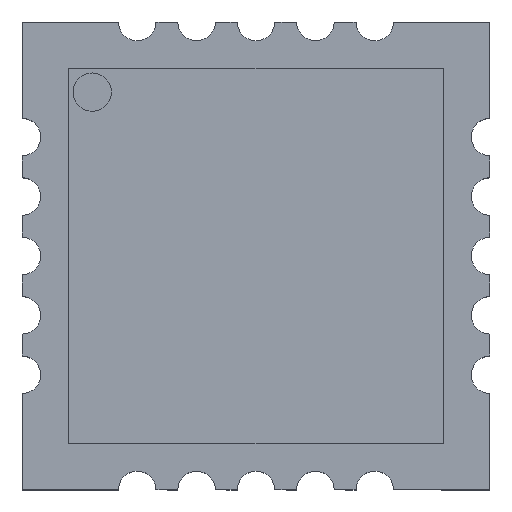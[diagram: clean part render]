
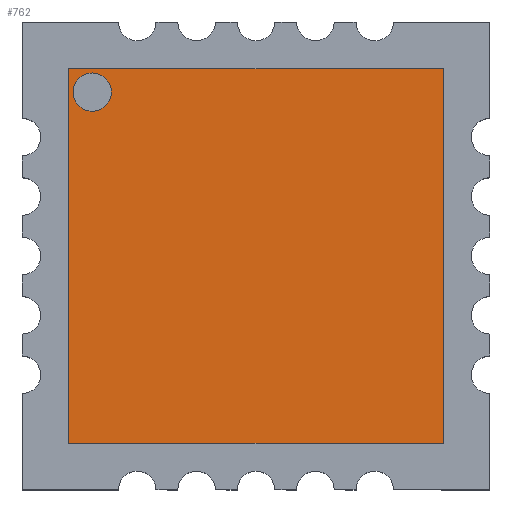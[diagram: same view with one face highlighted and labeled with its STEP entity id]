
A CAD part, top view. The second image highlights one B-rep face of the part: STEP entity #762.
In plain terms, the highlighted planar face has unit normal (0, 0, 1).
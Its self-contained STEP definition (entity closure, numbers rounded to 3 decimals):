
#9 = DIRECTION ( 'NONE',  ( 0., 1., 0. ) ) ;
#24 = LINE ( 'NONE', #799, #617 ) ;
#31 = DIRECTION ( 'NONE',  ( 1., 0., 0. ) ) ;
#36 = PLANE ( 'NONE',  #439 ) ;
#116 = CARTESIAN_POINT ( 'NONE',  ( 9., 1., 0.9 ) ) ;
#129 = LINE ( 'NONE', #160, #1163 ) ;
#160 = CARTESIAN_POINT ( 'NONE',  ( 1., 1., 0.9 ) ) ;
#175 = DIRECTION ( 'NONE',  ( 0., 0., 1. ) ) ;
#310 = ORIENTED_EDGE ( 'NONE', *, *, #1919, .F. ) ;
#349 = DIRECTION ( 'NONE',  ( 1., 0., 0. ) ) ;
#426 = VERTEX_POINT ( 'NONE', #989 ) ;
#439 = AXIS2_PLACEMENT_3D ( 'NONE', #824, #639, #1242 ) ;
#497 = VECTOR ( 'NONE', #1630, 1000. ) ;
#590 = DIRECTION ( 'NONE',  ( 1., 0., 0. ) ) ;
#593 = EDGE_LOOP ( 'NONE', ( #704, #1068, #622, #845 ) ) ;
#617 = VECTOR ( 'NONE', #1724, 1000. ) ;
#622 = ORIENTED_EDGE ( 'NONE', *, *, #1034, .T. ) ;
#639 = DIRECTION ( 'NONE',  ( 0., 0., 1. ) ) ;
#704 = ORIENTED_EDGE ( 'NONE', *, *, #1888, .F. ) ;
#762 = ADVANCED_FACE ( 'NONE', ( #1703, #1586 ), #36, .T. ) ;
#783 = VERTEX_POINT ( 'NONE', #1725 ) ;
#799 = CARTESIAN_POINT ( 'NONE',  ( 1., 9., 0.9 ) ) ;
#824 = CARTESIAN_POINT ( 'NONE',  ( 0., 0., 0.9 ) ) ;
#844 = AXIS2_PLACEMENT_3D ( 'NONE', #1261, #1390, #31 ) ;
#845 = ORIENTED_EDGE ( 'NONE', *, *, #945, .T. ) ;
#866 = ORIENTED_EDGE ( 'NONE', *, *, #1687, .F. ) ;
#885 = CARTESIAN_POINT ( 'NONE',  ( 1., 1., 0.9 ) ) ;
#945 = EDGE_CURVE ( 'NONE', #1078, #1767, #1149, .T. ) ;
#974 = AXIS2_PLACEMENT_3D ( 'NONE', #1098, #175, #349 ) ;
#989 = CARTESIAN_POINT ( 'NONE',  ( 1.09, 8.5, 0.9 ) ) ;
#1003 = CIRCLE ( 'NONE', #844, 0.41 ) ;
#1034 = EDGE_CURVE ( 'NONE', #1260, #1078, #1338, .T. ) ;
#1066 = CARTESIAN_POINT ( 'NONE',  ( 9., 9., 0.9 ) ) ;
#1068 = ORIENTED_EDGE ( 'NONE', *, *, #1518, .F. ) ;
#1078 = VERTEX_POINT ( 'NONE', #1806 ) ;
#1098 = CARTESIAN_POINT ( 'NONE',  ( 1.5, 8.5, 0.9 ) ) ;
#1115 = CARTESIAN_POINT ( 'NONE',  ( 1.91, 8.5, 0.9 ) ) ;
#1149 = LINE ( 'NONE', #116, #497 ) ;
#1163 = VECTOR ( 'NONE', #9, 1000. ) ;
#1185 = EDGE_LOOP ( 'NONE', ( #310, #866 ) ) ;
#1242 = DIRECTION ( 'NONE',  ( 1., 0., 0. ) ) ;
#1254 = VECTOR ( 'NONE', #590, 1000. ) ;
#1260 = VERTEX_POINT ( 'NONE', #1835 ) ;
#1261 = CARTESIAN_POINT ( 'NONE',  ( 1.5, 8.5, 0.9 ) ) ;
#1338 = LINE ( 'NONE', #885, #1254 ) ;
#1390 = DIRECTION ( 'NONE',  ( 0., 0., 1. ) ) ;
#1518 = EDGE_CURVE ( 'NONE', #1260, #783, #129, .T. ) ;
#1586 = FACE_OUTER_BOUND ( 'NONE', #593, .T. ) ;
#1619 = VERTEX_POINT ( 'NONE', #1115 ) ;
#1630 = DIRECTION ( 'NONE',  ( 0., 1., 0. ) ) ;
#1687 = EDGE_CURVE ( 'NONE', #426, #1619, #1003, .T. ) ;
#1703 = FACE_BOUND ( 'NONE', #1185, .T. ) ;
#1724 = DIRECTION ( 'NONE',  ( 1., 0., 0. ) ) ;
#1725 = CARTESIAN_POINT ( 'NONE',  ( 1., 9., 0.9 ) ) ;
#1767 = VERTEX_POINT ( 'NONE', #1066 ) ;
#1785 = CIRCLE ( 'NONE', #974, 0.41 ) ;
#1806 = CARTESIAN_POINT ( 'NONE',  ( 9., 1., 0.9 ) ) ;
#1835 = CARTESIAN_POINT ( 'NONE',  ( 1., 1., 0.9 ) ) ;
#1888 = EDGE_CURVE ( 'NONE', #783, #1767, #24, .T. ) ;
#1919 = EDGE_CURVE ( 'NONE', #1619, #426, #1785, .T. ) ;
